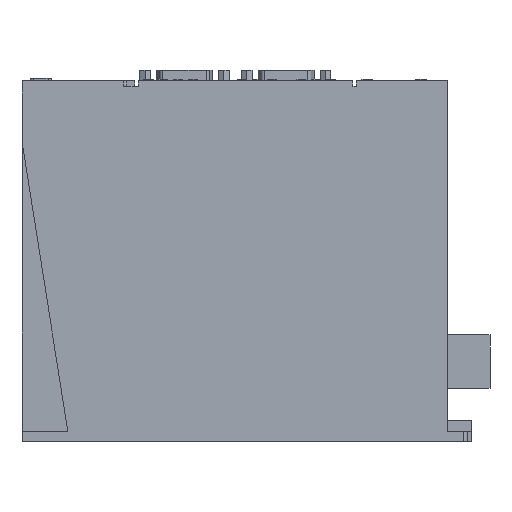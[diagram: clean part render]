
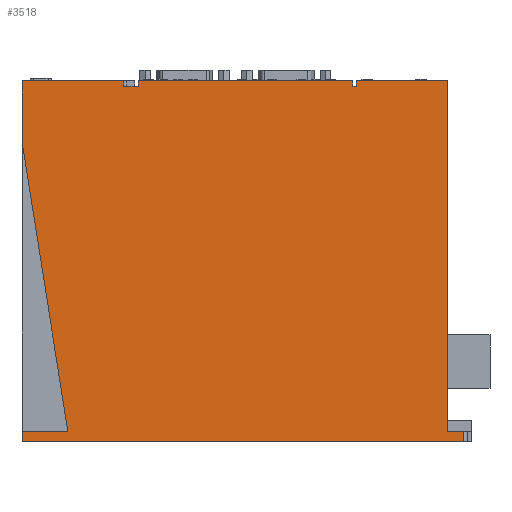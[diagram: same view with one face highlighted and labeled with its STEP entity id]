
A CAD part, left-side view. The second image highlights one B-rep face of the part: STEP entity #3518.
In plain terms, the highlighted planar face has unit normal (-1, 0, 0).
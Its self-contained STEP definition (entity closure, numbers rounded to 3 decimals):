
#16630 = EDGE_CURVE ( 'NONE', #16895, #15726, #3053, .T. ) ;
#16895 = VERTEX_POINT ( 'NONE', #3461 ) ;
#742 = VERTEX_POINT ( 'NONE', #10552 ) ;
#17426 = ORIENTED_EDGE ( 'NONE', *, *, #17799, .F. ) ;
#17521 = LINE ( 'NONE', #17522, #17523 ) ;
#17522 = CARTESIAN_POINT ( 'NONE',  ( -25., 84., 44.748 ) ) ;
#17523 = VECTOR ( 'NONE', #17524, 1000. ) ;
#17524 = DIRECTION ( 'NONE',  ( 0., 0.156, 0.988 ) ) ;
#1250 = LINE ( 'NONE', #1251, #1252 ) ;
#1251 = CARTESIAN_POINT ( 'NONE',  ( -25., 84., 67.5 ) ) ;
#1252 = VECTOR ( 'NONE', #1253, 1000. ) ;
#1253 = DIRECTION ( 'NONE',  ( 0., -1., 0. ) ) ;
#17746 = CARTESIAN_POINT ( 'NONE',  ( -25., 66.855, -63.5 ) ) ;
#17799 = EDGE_CURVE ( 'NONE', #18065, #16895, #4345, .T. ) ;
#1559 = LINE ( 'NONE', #1560, #1561 ) ;
#1560 = CARTESIAN_POINT ( 'NONE',  ( -25., 84., 67.5 ) ) ;
#1561 = VECTOR ( 'NONE', #1562, 1000. ) ;
#1562 = DIRECTION ( 'NONE',  ( 0., -1., 0. ) ) ;
#18065 = VERTEX_POINT ( 'NONE', #4629 ) ;
#18296 = VERTEX_POINT ( 'NONE', #5107 ) ;
#2013 = CARTESIAN_POINT ( 'NONE',  ( -25., -41., 67.5 ) ) ;
#18575 = ORIENTED_EDGE ( 'NONE', *, *, #18944, .T. ) ;
#18647 = LINE ( 'NONE', #18648, #18649 ) ;
#18648 = CARTESIAN_POINT ( 'NONE',  ( -25., 66.855, -63.5 ) ) ;
#18649 = VECTOR ( 'NONE', #18650, 1000. ) ;
#18650 = DIRECTION ( 'NONE',  ( 0., -1., 0. ) ) ;
#18879 = CARTESIAN_POINT ( 'NONE',  ( -25., 84., -63.5 ) ) ;
#18944 = EDGE_CURVE ( 'NONE', #18065, #11232, #5887, .T. ) ;
#19348 = CARTESIAN_POINT ( 'NONE',  ( -25., 84., 67.5 ) ) ;
#3053 = LINE ( 'NONE', #3054, #3055 ) ;
#3054 = CARTESIAN_POINT ( 'NONE',  ( -25., -41., 65.5 ) ) ;
#3055 = VECTOR ( 'NONE', #3056, 1000. ) ;
#3056 = DIRECTION ( 'NONE',  ( 0., 0., 1. ) ) ;
#19511 = ORIENTED_EDGE ( 'NONE', *, *, #10779, .F. ) ;
#3461 = CARTESIAN_POINT ( 'NONE',  ( -25., -41., 65.5 ) ) ;
#3518 = ADVANCED_FACE ( 'NONE', ( #14886 ), #14887, .F. ) ;
#20087 = ORIENTED_EDGE ( 'NONE', *, *, #20456, .F. ) ;
#20157 = LINE ( 'NONE', #20158, #20159 ) ;
#20158 = CARTESIAN_POINT ( 'NONE',  ( -25., 84., 67.5 ) ) ;
#20159 = VECTOR ( 'NONE', #20160, 1000. ) ;
#20160 = DIRECTION ( 'NONE',  ( 0., 0., -1. ) ) ;
#20456 = EDGE_CURVE ( 'NONE', #20718, #742, #7513, .T. ) ;
#20550 = CARTESIAN_POINT ( 'NONE',  ( -25., 84., -67.5 ) ) ;
#20563 = EDGE_CURVE ( 'NONE', #10662, #18296, #7583, .T. ) ;
#4321 = ORIENTED_EDGE ( 'NONE', *, *, #4682, .T. ) ;
#20718 = VERTEX_POINT ( 'NONE', #7654 ) ;
#4345 = LINE ( 'NONE', #4350, #4351 ) ;
#4350 = CARTESIAN_POINT ( 'NONE',  ( -25., -39.75, 65.5 ) ) ;
#4351 = VECTOR ( 'NONE', #4352, 1000. ) ;
#4352 = DIRECTION ( 'NONE',  ( 0., -1., 0. ) ) ;
#4629 = CARTESIAN_POINT ( 'NONE',  ( -25., -39.75, 65.5 ) ) ;
#4682 = EDGE_CURVE ( 'NONE', #7507, #4944, #15926, .T. ) ;
#21245 = ORIENTED_EDGE ( 'NONE', *, *, #21611, .F. ) ;
#4944 = VERTEX_POINT ( 'NONE', #16206 ) ;
#5107 = CARTESIAN_POINT ( 'NONE',  ( -25., -75., -63.5 ) ) ;
#21513 = LINE ( 'NONE', #21514, #21515 ) ;
#21514 = CARTESIAN_POINT ( 'NONE',  ( -25., 84., -67.5 ) ) ;
#21515 = VECTOR ( 'NONE', #21516, 1000. ) ;
#21516 = DIRECTION ( 'NONE',  ( 0., -1., 0. ) ) ;
#21611 = EDGE_CURVE ( 'NONE', #21886, #20718, #8574, .T. ) ;
#5476 = ORIENTED_EDGE ( 'NONE', *, *, #5853, .F. ) ;
#21886 = VERTEX_POINT ( 'NONE', #8900 ) ;
#22040 = CARTESIAN_POINT ( 'NONE',  ( -25., -81., -67.5 ) ) ;
#5853 = EDGE_CURVE ( 'NONE', #6106, #4944, #17521, .T. ) ;
#5887 = LINE ( 'NONE', #5888, #5889 ) ;
#5888 = CARTESIAN_POINT ( 'NONE',  ( -25., -39.75, 65.5 ) ) ;
#5889 = VECTOR ( 'NONE', #5890, 1000. ) ;
#5890 = DIRECTION ( 'NONE',  ( 0., 0., 1. ) ) ;
#22475 = CARTESIAN_POINT ( 'NONE',  ( -25., -75., 67.5 ) ) ;
#6106 = VERTEX_POINT ( 'NONE', #17746 ) ;
#22482 = ORIENTED_EDGE ( 'NONE', *, *, #22854, .T. ) ;
#22513 = LINE ( 'NONE', #22514, #22515 ) ;
#22514 = CARTESIAN_POINT ( 'NONE',  ( -25., 84., 67.5 ) ) ;
#22515 = VECTOR ( 'NONE', #22516, 1000. ) ;
#22516 = DIRECTION ( 'NONE',  ( 0., -1., 0. ) ) ;
#22567 = VERTEX_POINT ( 'NONE', #10530 ) ;
#22691 = CARTESIAN_POINT ( 'NONE',  ( -25., -39.75, 67.5 ) ) ;
#22799 = LINE ( 'NONE', #22800, #22801 ) ;
#22800 = CARTESIAN_POINT ( 'NONE',  ( -25., -81., -63.5 ) ) ;
#22801 = VECTOR ( 'NONE', #22802, 1000. ) ;
#22802 = DIRECTION ( 'NONE',  ( 0., 0., -1. ) ) ;
#22854 = EDGE_CURVE ( 'NONE', #21886, #22567, #11140, .T. ) ;
#6624 = ORIENTED_EDGE ( 'NONE', *, *, #6986, .F. ) ;
#23130 = CARTESIAN_POINT ( 'NONE',  ( -25., -81., -63.5 ) ) ;
#6986 = EDGE_CURVE ( 'NONE', #7259, #6106, #18647, .T. ) ;
#23591 = ORIENTED_EDGE ( 'NONE', *, *, #15221, .F. ) ;
#7259 = VERTEX_POINT ( 'NONE', #18879 ) ;
#7507 = VERTEX_POINT ( 'NONE', #19348 ) ;
#7513 = LINE ( 'NONE', #7514, #7515 ) ;
#7514 = CARTESIAN_POINT ( 'NONE',  ( -25., 40.5, 65.5 ) ) ;
#7515 = VECTOR ( 'NONE', #7516, 1000. ) ;
#7516 = DIRECTION ( 'NONE',  ( 0., 0., 1. ) ) ;
#7583 = LINE ( 'NONE', #7584, #7585 ) ;
#7584 = CARTESIAN_POINT ( 'NONE',  ( -25., -75., 67.5 ) ) ;
#7585 = VECTOR ( 'NONE', #7586, 1000. ) ;
#7586 = DIRECTION ( 'NONE',  ( 0., 0., -1. ) ) ;
#7654 = CARTESIAN_POINT ( 'NONE',  ( -25., 40.5, 65.5 ) ) ;
#7777 = ORIENTED_EDGE ( 'NONE', *, *, #8147, .T. ) ;
#24342 = LINE ( 'NONE', #24343, #24344 ) ;
#24343 = CARTESIAN_POINT ( 'NONE',  ( -25., 84., -63.5 ) ) ;
#24344 = VECTOR ( 'NONE', #24345, 1000. ) ;
#24345 = DIRECTION ( 'NONE',  ( 0., 1., 0. ) ) ;
#8147 = EDGE_CURVE ( 'NONE', #7259, #8421, #20157, .T. ) ;
#8421 = VERTEX_POINT ( 'NONE', #20550 ) ;
#8574 = LINE ( 'NONE', #8575, #8576 ) ;
#8575 = CARTESIAN_POINT ( 'NONE',  ( -25., 46., 65.5 ) ) ;
#8576 = VECTOR ( 'NONE', #8577, 1000. ) ;
#8577 = DIRECTION ( 'NONE',  ( 0., -1., 0. ) ) ;
#8900 = CARTESIAN_POINT ( 'NONE',  ( -25., 46., 65.5 ) ) ;
#8925 = ORIENTED_EDGE ( 'NONE', *, *, #9404, .T. ) ;
#9404 = EDGE_CURVE ( 'NONE', #8421, #9866, #21513, .T. ) ;
#9866 = VERTEX_POINT ( 'NONE', #22040 ) ;
#10530 = CARTESIAN_POINT ( 'NONE',  ( -25., 46., 67.5 ) ) ;
#10552 = CARTESIAN_POINT ( 'NONE',  ( -25., 40.5, 67.5 ) ) ;
#10662 = VERTEX_POINT ( 'NONE', #22475 ) ;
#10779 = EDGE_CURVE ( 'NONE', #742, #11232, #22513, .T. ) ;
#10781 = ORIENTED_EDGE ( 'NONE', *, *, #11423, .F. ) ;
#11140 = LINE ( 'NONE', #11141, #11142 ) ;
#11141 = CARTESIAN_POINT ( 'NONE',  ( -25., 46., 65.5 ) ) ;
#11142 = VECTOR ( 'NONE', #11143, 1000. ) ;
#11143 = DIRECTION ( 'NONE',  ( 0., 0., 1. ) ) ;
#11232 = VERTEX_POINT ( 'NONE', #22691 ) ;
#11423 = EDGE_CURVE ( 'NONE', #11877, #9866, #22799, .T. ) ;
#11877 = VERTEX_POINT ( 'NONE', #23130 ) ;
#13121 = ORIENTED_EDGE ( 'NONE', *, *, #13776, .T. ) ;
#13776 = EDGE_CURVE ( 'NONE', #11877, #18296, #24342, .T. ) ;
#14535 = ORIENTED_EDGE ( 'NONE', *, *, #20563, .F. ) ;
#14636 = EDGE_LOOP ( 'NONE', ( #4321, #5476, #6624, #7777, #8925, #10781, #13121, #14535, #15098, #16262, #17426, #18575, #19511, #20087, #21245, #22482, #23591 ) ) ;
#14886 = FACE_OUTER_BOUND ( 'NONE', #14636, .T. ) ;
#14887 = PLANE ( 'NONE',  #14888 ) ;
#14888 = AXIS2_PLACEMENT_3D ( 'NONE', #14889, #14890, #14891 ) ;
#14889 = CARTESIAN_POINT ( 'NONE',  ( -25., 84., 67.5 ) ) ;
#14890 = DIRECTION ( 'NONE',  ( 1., 0., 0. ) ) ;
#14891 = DIRECTION ( 'NONE',  ( 0., 1., 0. ) ) ;
#15098 = ORIENTED_EDGE ( 'NONE', *, *, #15466, .F. ) ;
#15221 = EDGE_CURVE ( 'NONE', #7507, #22567, #1250, .T. ) ;
#15466 = EDGE_CURVE ( 'NONE', #15726, #10662, #1559, .T. ) ;
#15726 = VERTEX_POINT ( 'NONE', #2013 ) ;
#15926 = LINE ( 'NONE', #15927, #15928 ) ;
#15927 = CARTESIAN_POINT ( 'NONE',  ( -25., 84., 67.5 ) ) ;
#15928 = VECTOR ( 'NONE', #15935, 1000. ) ;
#15935 = DIRECTION ( 'NONE',  ( 0., 0., -1. ) ) ;
#16206 = CARTESIAN_POINT ( 'NONE',  ( -25., 84., 44.748 ) ) ;
#16262 = ORIENTED_EDGE ( 'NONE', *, *, #16630, .F. ) ;
